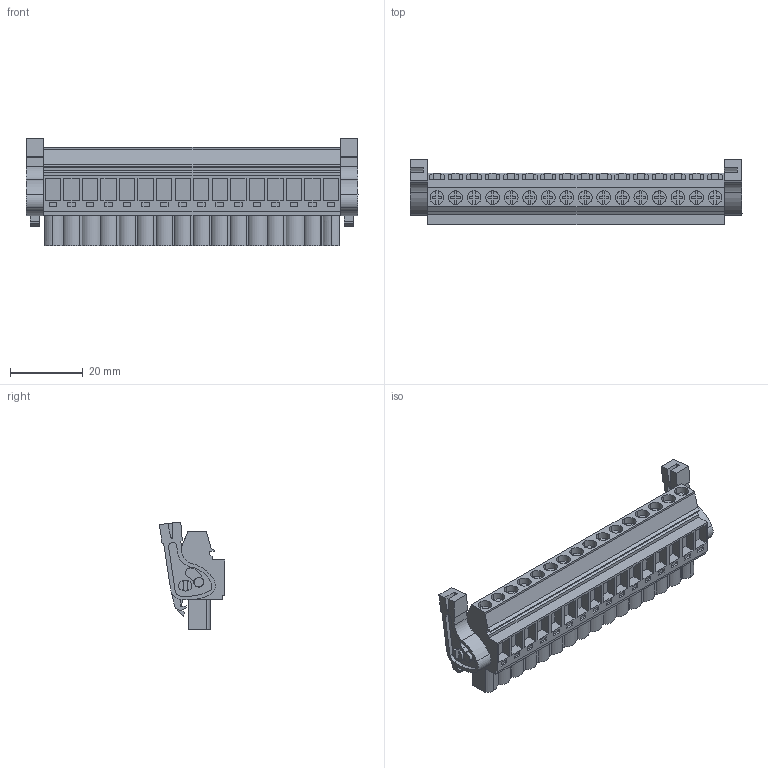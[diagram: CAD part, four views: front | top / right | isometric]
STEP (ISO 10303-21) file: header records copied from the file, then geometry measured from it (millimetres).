
FILE_DESCRIPTION(('CATIA V5 STEP','CAx-IF Rec.Pracs.--- Model Styling and Organization---1.2---2011-12-15'),'2;1');
FILE_NAME ('D1460105_0_1947670000_1947670000.stp','2017-09-09T10:45:19+00:00',('none'),('Weidmueller'),'CATIA Version 5-6 Release 2014','CATIA V5 STEP AP214','none');
FILE_SCHEMA(('AUTOMOTIVE_DESIGN { 1 0 10303 214 1 1 1 1 }'));
Length unit declared in the file: millimetre
Products named in the file (1): 1947670000
Bounding box: 90.98 x 17.88 x 29.56 mm (x, y, z)
Volume: 19628.9 mm3; surface area: 12582 mm2
Topology: 19 solids, 19 shells, 1184 faces, 3310 edges, 2239 vertices
Faces by surface type: plane 966, cylinder 214, extrusion 4
Entity records: 35778 total; most frequent: CARTESIAN_POINT 6885, ORIENTED_EDGE 6620, DIRECTION 4796, EDGE_CURVE 3310, VECTOR 2794, LINE 2790, VERTEX_POINT 2239, EDGE_LOOP 1269
